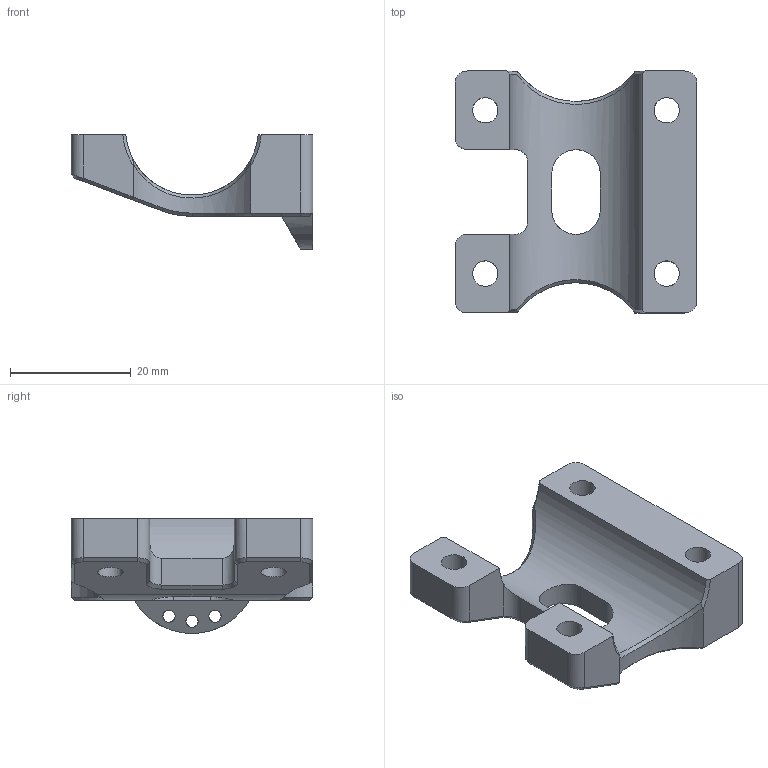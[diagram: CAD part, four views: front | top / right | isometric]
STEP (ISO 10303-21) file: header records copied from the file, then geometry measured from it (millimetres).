
FILE_DESCRIPTION(('FreeCAD Model'),'2;1');
FILE_NAME('corps principale adapt v-brake.step', '2021-08-21T08:22:17',('Author'),(''), 'Open CASCADE STEP processor 7.3','FreeCAD','Unknown');
FILE_SCHEMA(('AUTOMOTIVE_DESIGN { 1 0 10303 214 1 1 1 1 }'));
Length unit declared in the file: millimetre
Products named in the file (1): corps_principale
Bounding box: 40 x 40 x 19 mm (x, y, z)
Volume: 9146.5 mm3; surface area: 5389.7 mm2
Topology: 1 solids, 1 shells, 82 faces, 221 edges, 139 vertices
Faces by surface type: plane 36, cylinder 25, bspline 12, cone 9
Full cylindrical faces by diameter (mm): 2 x3, 4.2 x4, 8.5 x1, 12.5 x1
Entity records: 7684 total; most frequent: CARTESIAN_POINT 3508, DIRECTION 697, ORIENTED_EDGE 440, PCURVE 440, DEFINITIONAL_REPRESENTATION 440, LINE 397, VECTOR 397, EDGE_CURVE 220
